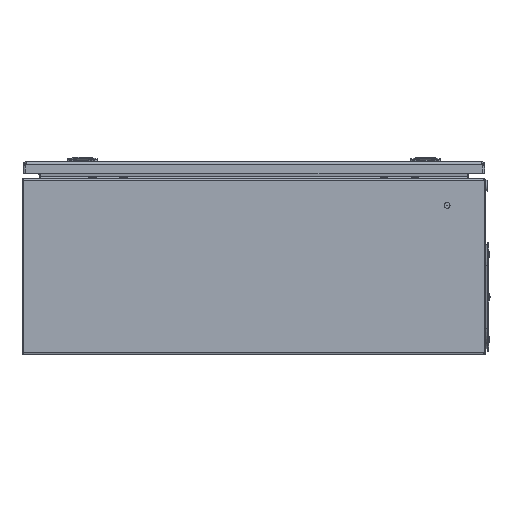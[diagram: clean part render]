
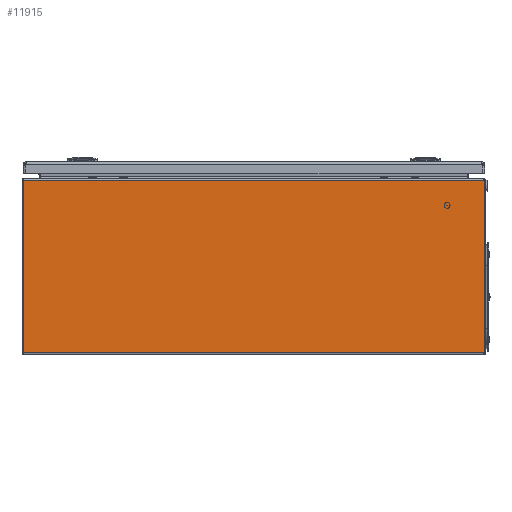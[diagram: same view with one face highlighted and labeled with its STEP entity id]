
A CAD part, left-side view. The second image highlights one B-rep face of the part: STEP entity #11915.
In plain terms, the highlighted planar face has unit normal (-1, 0, 0).
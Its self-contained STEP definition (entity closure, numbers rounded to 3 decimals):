
#10476 = ORIENTED_EDGE ( 'NONE', *, *, #12040, .T. ) ;
#11826 = VERTEX_POINT ( 'NONE', #45143 ) ;
#11838 = VERTEX_POINT ( 'NONE', #45119 ) ;
#11915 = ADVANCED_FACE ( 'NONE', ( #45249 ), #45246, .T. ) ;
#11918 = EDGE_LOOP ( 'NONE', ( #11919, #11923, #11925, #11929, #11930, #10476 ) ) ;
#11919 = ORIENTED_EDGE ( 'NONE', *, *, #11920, .T. ) ;
#11920 = EDGE_CURVE ( 'NONE', #11921, #11826, #45234, .T. ) ;
#11921 = VERTEX_POINT ( 'NONE', #45225 ) ;
#11923 = ORIENTED_EDGE ( 'NONE', *, *, #11936, .T. ) ;
#11925 = ORIENTED_EDGE ( 'NONE', *, *, #11928, .T. ) ;
#11928 = EDGE_CURVE ( 'NONE', #11838, #11955, #45224, .T. ) ;
#11929 = ORIENTED_EDGE ( 'NONE', *, *, #11952, .T. ) ;
#11930 = ORIENTED_EDGE ( 'NONE', *, *, #11931, .T. ) ;
#11931 = EDGE_CURVE ( 'NONE', #11946, #11932, #45353, .T. ) ;
#11932 = VERTEX_POINT ( 'NONE', #45345 ) ;
#11936 = EDGE_CURVE ( 'NONE', #11826, #11838, #45342, .T. ) ;
#11946 = VERTEX_POINT ( 'NONE', #45313 ) ;
#11952 = EDGE_CURVE ( 'NONE', #11955, #11946, #45307, .T. ) ;
#11955 = VERTEX_POINT ( 'NONE', #45300 ) ;
#12040 = EDGE_CURVE ( 'NONE', #11932, #11921, #45560, .T. ) ;
#45119 = CARTESIAN_POINT ( 'NONE',  ( -300., 298.499, 3. ) ) ;
#45143 = CARTESIAN_POINT ( 'NONE',  ( -300., 298.499, 225.002 ) ) ;
#45224 = LINE ( 'NONE', #45360, #45358 ) ;
#45225 = CARTESIAN_POINT ( 'NONE',  ( -300., 298.474, 225.5 ) ) ;
#45228 = DIRECTION ( 'NONE',  ( 0., -1., 0. ) ) ;
#45230 = DIRECTION ( 'NONE',  ( -1., 0., 0. ) ) ;
#45231 = CARTESIAN_POINT ( 'NONE',  ( -300., 293.499, 225.002 ) ) ;
#45232 = AXIS2_PLACEMENT_3D ( 'NONE', #45231, #45230, #45228 ) ;
#45234 = CIRCLE ( 'NONE', #45232, 5. ) ;
#45239 = DIRECTION ( 'NONE',  ( 0., 0., -1. ) ) ;
#45241 = DIRECTION ( 'NONE',  ( -1., 0., 0. ) ) ;
#45243 = CARTESIAN_POINT ( 'NONE',  ( -300., 3283.5, 227. ) ) ;
#45244 = AXIS2_PLACEMENT_3D ( 'NONE', #45243, #45241, #45239 ) ;
#45246 = PLANE ( 'NONE',  #45244 ) ;
#45249 = FACE_OUTER_BOUND ( 'NONE', #11918, .T. ) ;
#45300 = CARTESIAN_POINT ( 'NONE',  ( -300., -298.499, 3. ) ) ;
#45302 = DIRECTION ( 'NONE',  ( 0., 0., 1. ) ) ;
#45304 = VECTOR ( 'NONE', #45302, 1000. ) ;
#45306 = CARTESIAN_POINT ( 'NONE',  ( -300., -298.499, 227. ) ) ;
#45307 = LINE ( 'NONE', #45306, #45304 ) ;
#45313 = CARTESIAN_POINT ( 'NONE',  ( -300., -298.499, 225.002 ) ) ;
#45338 = DIRECTION ( 'NONE',  ( 0., 0., -1. ) ) ;
#45339 = VECTOR ( 'NONE', #45338, 1000. ) ;
#45341 = CARTESIAN_POINT ( 'NONE',  ( -300., 298.499, 227. ) ) ;
#45342 = LINE ( 'NONE', #45341, #45339 ) ;
#45345 = CARTESIAN_POINT ( 'NONE',  ( -300., -298.474, 225.5 ) ) ;
#45346 = DIRECTION ( 'NONE',  ( 0., -1., 0. ) ) ;
#45348 = DIRECTION ( 'NONE',  ( -1., 0., 0. ) ) ;
#45350 = CARTESIAN_POINT ( 'NONE',  ( -300., -293.499, 225.002 ) ) ;
#45351 = AXIS2_PLACEMENT_3D ( 'NONE', #45350, #45348, #45346 ) ;
#45353 = CIRCLE ( 'NONE', #45351, 5. ) ;
#45357 = DIRECTION ( 'NONE',  ( 0., -1., 0. ) ) ;
#45358 = VECTOR ( 'NONE', #45357, 1000. ) ;
#45360 = CARTESIAN_POINT ( 'NONE',  ( -300., 3283.5, 3. ) ) ;
#45555 = DIRECTION ( 'NONE',  ( 0., 1., 0. ) ) ;
#45556 = VECTOR ( 'NONE', #45555, 1000. ) ;
#45558 = CARTESIAN_POINT ( 'NONE',  ( -300., -3283.492, 225.5 ) ) ;
#45560 = LINE ( 'NONE', #45558, #45556 ) ;
